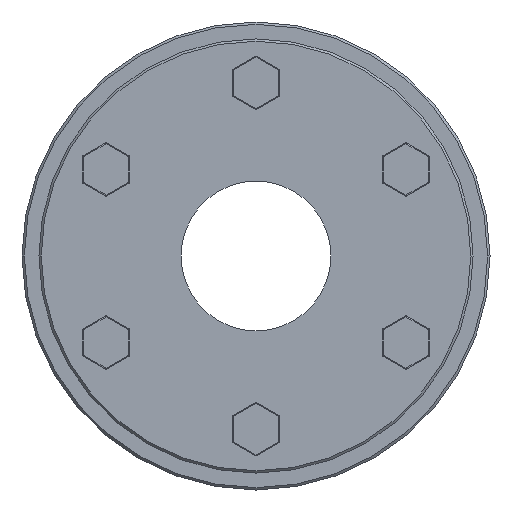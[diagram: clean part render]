
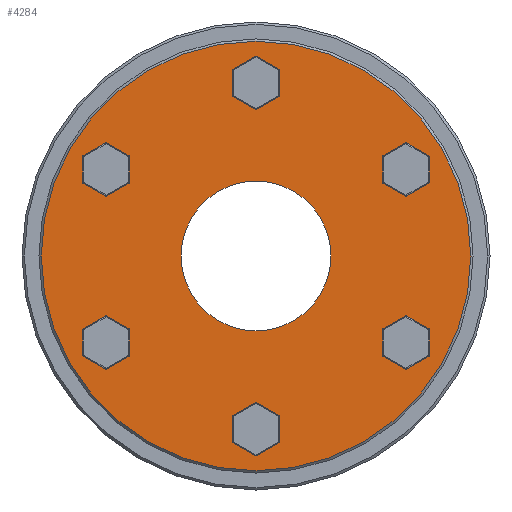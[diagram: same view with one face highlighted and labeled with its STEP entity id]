
A CAD part, left-side view. The second image highlights one B-rep face of the part: STEP entity #4284.
In plain terms, the highlighted planar face has unit normal (-1, 0, 0).
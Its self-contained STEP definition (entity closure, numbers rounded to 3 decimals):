
#178 = EDGE_CURVE ( 'NONE', #5119, #5120, #5812, .T. ) ;
#200 = EDGE_CURVE ( 'NONE', #5098, #5097, #5847, .T. ) ;
#205 = EDGE_CURVE ( 'NONE', #5097, #5098, #5853, .T. ) ;
#212 = EDGE_CURVE ( 'NONE', #5120, #5119, #5859, .T. ) ;
#3408 = AXIS2_PLACEMENT_3D ( 'NONE', #5952, #5953, #5954 ) ;
#3411 = AXIS2_PLACEMENT_3D ( 'NONE', #6016, #6018, #6019 ) ;
#3415 = AXIS2_PLACEMENT_3D ( 'NONE', #6005, #6008, #6009 ) ;
#3418 = AXIS2_PLACEMENT_3D ( 'NONE', #6037, #6039, #6040 ) ;
#4284 = ADVANCED_FACE ( 'NONE', ( #15662, #15665 ), #15820, .T. ) ;
#5003 = ORIENTED_EDGE ( 'NONE', *, *, #212, .T. ) ;
#5004 = ORIENTED_EDGE ( 'NONE', *, *, #178, .T. ) ;
#5005 = ORIENTED_EDGE ( 'NONE', *, *, #200, .T. ) ;
#5006 = ORIENTED_EDGE ( 'NONE', *, *, #205, .T. ) ;
#5097 = VERTEX_POINT ( 'NONE', #16056 ) ;
#5098 = VERTEX_POINT ( 'NONE', #16057 ) ;
#5119 = VERTEX_POINT ( 'NONE', #16078 ) ;
#5120 = VERTEX_POINT ( 'NONE', #16079 ) ;
#5278 = EDGE_LOOP ( 'NONE', ( #5003, #5004 ) ) ;
#5296 = EDGE_LOOP ( 'NONE', ( #5005, #5006 ) ) ;
#5812 = CIRCLE ( 'NONE', #3408, 45.883 ) ;
#5847 = CIRCLE ( 'NONE', #3415, 16. ) ;
#5853 = CIRCLE ( 'NONE', #3411, 16. ) ;
#5859 = CIRCLE ( 'NONE', #3418, 45.883 ) ;
#5952 = CARTESIAN_POINT ( 'NONE',  ( -58., 0., 0. ) ) ;
#5953 = DIRECTION ( 'NONE',  ( -1., 0., 0. ) ) ;
#5954 = DIRECTION ( 'NONE',  ( 0., -1., 0. ) ) ;
#6005 = CARTESIAN_POINT ( 'NONE',  ( -58., 0., 0. ) ) ;
#6008 = DIRECTION ( 'NONE',  ( 1., 0., 0. ) ) ;
#6009 = DIRECTION ( 'NONE',  ( 0., 1., 0. ) ) ;
#6016 = CARTESIAN_POINT ( 'NONE',  ( -58., 0., 0. ) ) ;
#6018 = DIRECTION ( 'NONE',  ( 1., 0., 0. ) ) ;
#6019 = DIRECTION ( 'NONE',  ( 0., 1., 0. ) ) ;
#6037 = CARTESIAN_POINT ( 'NONE',  ( -58., 0., 0. ) ) ;
#6039 = DIRECTION ( 'NONE',  ( -1., 0., 0. ) ) ;
#6040 = DIRECTION ( 'NONE',  ( 0., -1., 0. ) ) ;
#12609 = AXIS2_PLACEMENT_3D ( 'NONE', #15819, #15822, #15823 ) ;
#15662 = FACE_OUTER_BOUND ( 'NONE', #5278, .T. ) ;
#15665 = FACE_BOUND ( 'NONE', #5296, .T. ) ;
#15819 = CARTESIAN_POINT ( 'NONE',  ( -58., 16., 0. ) ) ;
#15820 = PLANE ( 'NONE',  #12609 ) ;
#15822 = DIRECTION ( 'NONE',  ( -1., 0., 0. ) ) ;
#15823 = DIRECTION ( 'NONE',  ( 0., -1., 0. ) ) ;
#16056 = CARTESIAN_POINT ( 'NONE',  ( -58., -16., 0. ) ) ;
#16057 = CARTESIAN_POINT ( 'NONE',  ( -58., 16., 0. ) ) ;
#16078 = CARTESIAN_POINT ( 'NONE',  ( -58., -45.883, 0. ) ) ;
#16079 = CARTESIAN_POINT ( 'NONE',  ( -58., 45.883, 0. ) ) ;
